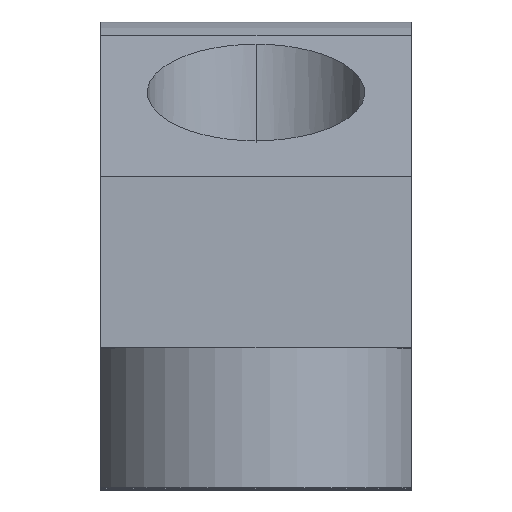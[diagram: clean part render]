
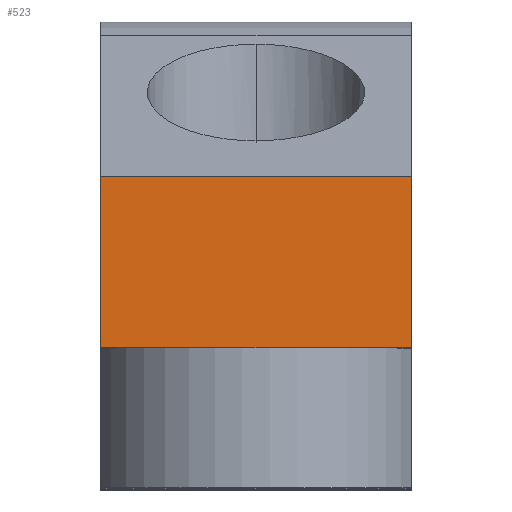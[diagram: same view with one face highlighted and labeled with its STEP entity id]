
A CAD part, top view. The second image highlights one B-rep face of the part: STEP entity #523.
In plain terms, the highlighted planar face has unit normal (0, 0, 1).
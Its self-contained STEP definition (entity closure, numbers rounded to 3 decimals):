
#44 = CARTESIAN_POINT ( 'NONE',  ( 20., -10., 48.083 ) ) ;
#88 = CARTESIAN_POINT ( 'NONE',  ( 20., -21., 48.083 ) ) ;
#90 = DIRECTION ( 'NONE',  ( -1., 0., 0. ) ) ;
#98 = CARTESIAN_POINT ( 'NONE',  ( 20., -30., 48.083 ) ) ;
#107 = PLANE ( 'NONE',  #1002 ) ;
#115 = VECTOR ( 'NONE', #90, 1000. ) ;
#118 = DIRECTION ( 'NONE',  ( 0., 0., -1. ) ) ;
#119 = LINE ( 'NONE', #88, #115 ) ;
#120 = DIRECTION ( 'NONE',  ( -1., 0., 0. ) ) ;
#132 = VECTOR ( 'NONE', #321, 1000. ) ;
#134 = LINE ( 'NONE', #311, #132 ) ;
#142 = VECTOR ( 'NONE', #391, 1000. ) ;
#145 = LINE ( 'NONE', #419, #142 ) ;
#190 = VECTOR ( 'NONE', #479, 1000. ) ;
#204 = LINE ( 'NONE', #206, #190 ) ;
#206 = CARTESIAN_POINT ( 'NONE',  ( 20., -10., 48.083 ) ) ;
#239 = CARTESIAN_POINT ( 'NONE',  ( 0., -21., 48.083 ) ) ;
#243 = CARTESIAN_POINT ( 'NONE',  ( 0., -10., 48.083 ) ) ;
#311 = CARTESIAN_POINT ( 'NONE',  ( 0., -30., 48.083 ) ) ;
#321 = DIRECTION ( 'NONE',  ( 0., -1., 0. ) ) ;
#370 = FACE_OUTER_BOUND ( 'NONE', #771, .T. ) ;
#391 = DIRECTION ( 'NONE',  ( 0., -1., 0. ) ) ;
#408 = CARTESIAN_POINT ( 'NONE',  ( 20., -21., 48.083 ) ) ;
#419 = CARTESIAN_POINT ( 'NONE',  ( 20., -30., 48.083 ) ) ;
#442 = VERTEX_POINT ( 'NONE', #44 ) ;
#479 = DIRECTION ( 'NONE',  ( -1., 0., 0. ) ) ;
#523 = ADVANCED_FACE ( 'NONE', ( #370 ), #107, .F. ) ;
#556 = ORIENTED_EDGE ( 'NONE', *, *, #964, .F. ) ;
#558 = ORIENTED_EDGE ( 'NONE', *, *, #936, .F. ) ;
#576 = ORIENTED_EDGE ( 'NONE', *, *, #945, .T. ) ;
#585 = VERTEX_POINT ( 'NONE', #243 ) ;
#587 = ORIENTED_EDGE ( 'NONE', *, *, #914, .T. ) ;
#662 = VERTEX_POINT ( 'NONE', #239 ) ;
#759 = VERTEX_POINT ( 'NONE', #408 ) ;
#771 = EDGE_LOOP ( 'NONE', ( #556, #558, #587, #576 ) ) ;
#914 = EDGE_CURVE ( 'NONE', #442, #585, #204, .T. ) ;
#936 = EDGE_CURVE ( 'NONE', #442, #759, #145, .T. ) ;
#945 = EDGE_CURVE ( 'NONE', #585, #662, #134, .T. ) ;
#964 = EDGE_CURVE ( 'NONE', #759, #662, #119, .T. ) ;
#1002 = AXIS2_PLACEMENT_3D ( 'NONE', #98, #118, #120 ) ;
